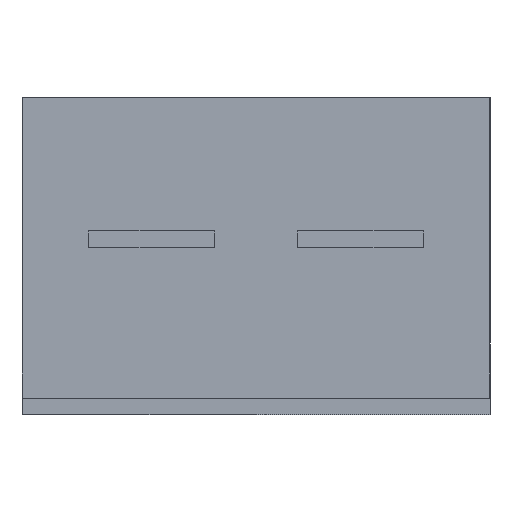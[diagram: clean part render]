
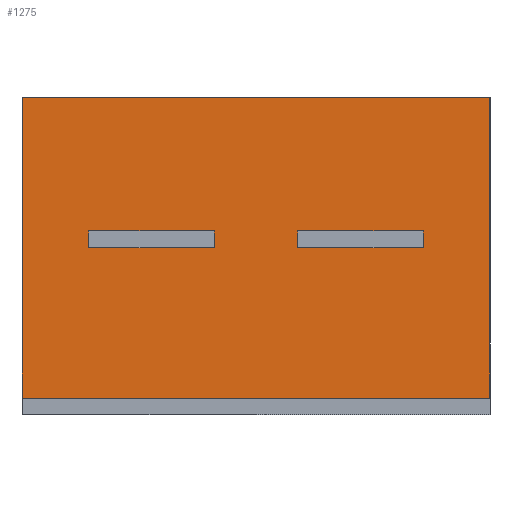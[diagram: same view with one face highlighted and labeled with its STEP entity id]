
A CAD part, left-side view. The second image highlights one B-rep face of the part: STEP entity #1275.
In plain terms, the highlighted planar face has unit normal (-1, 0, 0).
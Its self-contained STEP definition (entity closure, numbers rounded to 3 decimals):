
#48=FACE_BOUND('',#174,.T.);
#49=FACE_BOUND('',#175,.T.);
#101=FACE_OUTER_BOUND('',#173,.T.);
#173=EDGE_LOOP('',(#993,#994,#995,#996));
#174=EDGE_LOOP('',(#997,#998,#999,#1000));
#175=EDGE_LOOP('',(#1001,#1002,#1003,#1004));
#216=LINE('',#1801,#360);
#220=LINE('',#1810,#364);
#223=LINE('',#1821,#367);
#238=LINE('',#1868,#382);
#242=LINE('',#1876,#386);
#244=LINE('',#1884,#388);
#264=LINE('',#1945,#408);
#271=LINE('',#1956,#415);
#272=LINE('',#1957,#416);
#284=LINE('',#1983,#428);
#288=LINE('',#1989,#432);
#289=LINE('',#1991,#433);
#360=VECTOR('',#1459,10.);
#364=VECTOR('',#1467,10.);
#367=VECTOR('',#1474,10.);
#382=VECTOR('',#1503,10.);
#386=VECTOR('',#1511,10.);
#388=VECTOR('',#1515,10.);
#408=VECTOR('',#1565,10.);
#415=VECTOR('',#1576,10.);
#416=VECTOR('',#1577,10.);
#428=VECTOR('',#1597,10.);
#432=VECTOR('',#1605,10.);
#433=VECTOR('',#1608,10.);
#521=VERTEX_POINT('',#1798);
#522=VERTEX_POINT('',#1800);
#525=VERTEX_POINT('',#1808);
#528=VERTEX_POINT('',#1820);
#543=VERTEX_POINT('',#1866);
#544=VERTEX_POINT('',#1867);
#546=VERTEX_POINT('',#1874);
#548=VERTEX_POINT('',#1882);
#567=VERTEX_POINT('',#1942);
#568=VERTEX_POINT('',#1944);
#579=VERTEX_POINT('',#1980);
#580=VERTEX_POINT('',#1982);
#641=EDGE_CURVE('',#522,#521,#216,.T.);
#646=EDGE_CURVE('',#521,#525,#220,.T.);
#650=EDGE_CURVE('',#525,#528,#223,.T.);
#669=EDGE_CURVE('',#543,#544,#238,.T.);
#674=EDGE_CURVE('',#544,#546,#242,.T.);
#677=EDGE_CURVE('',#546,#548,#244,.T.);
#706=EDGE_CURVE('',#567,#568,#264,.T.);
#713=EDGE_CURVE('',#548,#543,#271,.T.);
#714=EDGE_CURVE('',#528,#522,#272,.T.);
#726=EDGE_CURVE('',#579,#580,#284,.T.);
#730=EDGE_CURVE('',#567,#580,#288,.T.);
#731=EDGE_CURVE('',#579,#568,#289,.T.);
#993=ORIENTED_EDGE('',*,*,#731,.T.);
#994=ORIENTED_EDGE('',*,*,#706,.F.);
#995=ORIENTED_EDGE('',*,*,#730,.T.);
#996=ORIENTED_EDGE('',*,*,#726,.F.);
#997=ORIENTED_EDGE('',*,*,#650,.T.);
#998=ORIENTED_EDGE('',*,*,#714,.T.);
#999=ORIENTED_EDGE('',*,*,#641,.T.);
#1000=ORIENTED_EDGE('',*,*,#646,.T.);
#1001=ORIENTED_EDGE('',*,*,#677,.T.);
#1002=ORIENTED_EDGE('',*,*,#713,.T.);
#1003=ORIENTED_EDGE('',*,*,#669,.T.);
#1004=ORIENTED_EDGE('',*,*,#674,.T.);
#1207=PLANE('',#1396);
#1275=ADVANCED_FACE('',(#101,#48,#49),#1207,.T.);
#1396=AXIS2_PLACEMENT_3D('',#1992,#1609,#1610);
#1459=DIRECTION('',(0.,0.,1.));
#1467=DIRECTION('',(0.,-1.,0.));
#1474=DIRECTION('',(0.,0.,-1.));
#1503=DIRECTION('',(0.,0.,1.));
#1511=DIRECTION('',(0.,-1.,0.));
#1515=DIRECTION('',(0.,0.,-1.));
#1565=DIRECTION('',(0.,-1.,0.));
#1576=DIRECTION('',(0.,1.,0.));
#1577=DIRECTION('',(0.,1.,0.));
#1597=DIRECTION('',(0.,1.,0.));
#1605=DIRECTION('',(0.,0.,-1.));
#1608=DIRECTION('',(0.,0.,1.));
#1609=DIRECTION('center_axis',(-1.,0.,0.));
#1610=DIRECTION('ref_axis',(0.,-1.,0.));
#1798=CARTESIAN_POINT('',(0.,1.15,0.));
#1800=CARTESIAN_POINT('',(0.,1.15,-0.1));
#1801=CARTESIAN_POINT('',(0.,1.15,-0.05));
#1808=CARTESIAN_POINT('',(0.,0.4,0.));
#1810=CARTESIAN_POINT('',(0.,1.788,0.));
#1820=CARTESIAN_POINT('',(0.,0.4,-0.1));
#1821=CARTESIAN_POINT('',(0.,0.4,-0.05));
#1866=CARTESIAN_POINT('',(0.,2.4,-0.1));
#1867=CARTESIAN_POINT('',(0.,2.4,0.));
#1868=CARTESIAN_POINT('',(0.,2.4,-0.05));
#1874=CARTESIAN_POINT('',(0.,1.65,0.));
#1876=CARTESIAN_POINT('',(0.,2.413,0.));
#1882=CARTESIAN_POINT('',(0.,1.65,-0.1));
#1884=CARTESIAN_POINT('',(0.,1.65,-0.05));
#1942=CARTESIAN_POINT('',(0.,2.8,0.8));
#1944=CARTESIAN_POINT('',(0.,0.,0.8));
#1945=CARTESIAN_POINT('',(0.,2.8,0.8));
#1956=CARTESIAN_POINT('',(0.,2.413,-0.1));
#1957=CARTESIAN_POINT('',(0.,1.788,-0.1));
#1980=CARTESIAN_POINT('',(0.,0.,-1.));
#1982=CARTESIAN_POINT('',(0.,2.8,-1.));
#1983=CARTESIAN_POINT('',(0.,2.8,-1.));
#1989=CARTESIAN_POINT('',(0.,2.8,0.));
#1991=CARTESIAN_POINT('',(0.,0.,0.));
#1992=CARTESIAN_POINT('Origin',(0.,2.8,0.));
